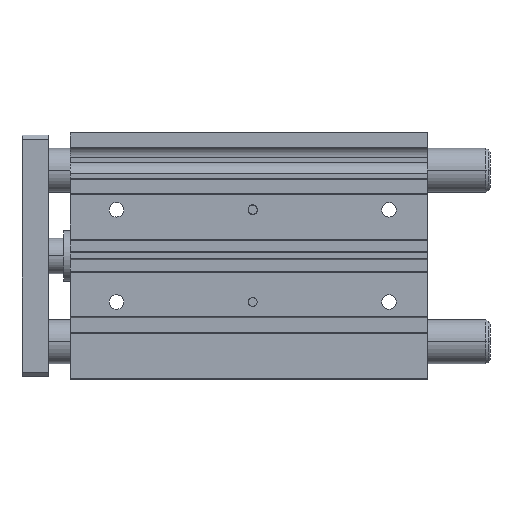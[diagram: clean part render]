
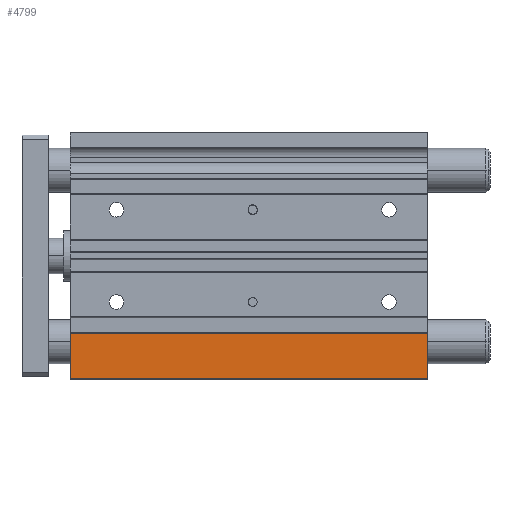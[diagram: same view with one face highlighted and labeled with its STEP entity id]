
A CAD part, top view. The second image highlights one B-rep face of the part: STEP entity #4799.
In plain terms, the highlighted planar face has unit normal (0, 0, 1).
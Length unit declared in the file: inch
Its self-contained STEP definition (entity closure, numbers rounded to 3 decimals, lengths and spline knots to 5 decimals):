
#552 = CARTESIAN_POINT ( 'NONE',  ( 6.39764, -1.3878, 0.94488 ) ) ;
#561 = VERTEX_POINT ( 'NONE', #3628 ) ;
#716 = LINE ( 'NONE', #4263, #2348 ) ;
#1470 = DIRECTION ( 'NONE',  ( 0., -1., 0. ) ) ;
#2092 = FACE_OUTER_BOUND ( 'NONE', #9066, .T. ) ;
#2348 = VECTOR ( 'NONE', #9840, 39.37008 ) ;
#2352 = DIRECTION ( 'NONE',  ( 0., -1., 0. ) ) ;
#2393 = LINE ( 'NONE', #552, #4492 ) ;
#2638 = EDGE_CURVE ( 'NONE', #10102, #561, #3722, .T. ) ;
#3008 = CARTESIAN_POINT ( 'NONE',  ( 6.39764, -1.3878, 0.94488 ) ) ;
#3609 = VECTOR ( 'NONE', #2352, 39.37008 ) ;
#3628 = CARTESIAN_POINT ( 'NONE',  ( 0., -1.3878, 0.94488 ) ) ;
#3722 = LINE ( 'NONE', #11108, #11915 ) ;
#4086 = CARTESIAN_POINT ( 'NONE',  ( 6.39764, -2.20472, 0.94488 ) ) ;
#4263 = CARTESIAN_POINT ( 'NONE',  ( 6.39764, -2.20472, 0.94488 ) ) ;
#4492 = VECTOR ( 'NONE', #1470, 39.37008 ) ;
#4799 = ADVANCED_FACE ( 'NONE', ( #2092 ), #6666, .F. ) ;
#4834 = DIRECTION ( 'NONE',  ( 0., 0., -1. ) ) ;
#5308 = CARTESIAN_POINT ( 'NONE',  ( 6.39764, -1.3878, 0.94488 ) ) ;
#5456 = CARTESIAN_POINT ( 'NONE',  ( 0., -2.20472, 0.94488 ) ) ;
#6308 = VERTEX_POINT ( 'NONE', #4086 ) ;
#6515 = DIRECTION ( 'NONE',  ( -1., 0., 0. ) ) ;
#6666 = PLANE ( 'NONE',  #7124 ) ;
#7124 = AXIS2_PLACEMENT_3D ( 'NONE', #3008, #4834, #8432 ) ;
#8192 = ORIENTED_EDGE ( 'NONE', *, *, #8582, .F. ) ;
#8223 = EDGE_CURVE ( 'NONE', #561, #11994, #10657, .T. ) ;
#8432 = DIRECTION ( 'NONE',  ( 0., -1., 0. ) ) ;
#8582 = EDGE_CURVE ( 'NONE', #10102, #6308, #2393, .T. ) ;
#8960 = ORIENTED_EDGE ( 'NONE', *, *, #9265, .F. ) ;
#9066 = EDGE_LOOP ( 'NONE', ( #11130, #8960, #8192, #11773 ) ) ;
#9265 = EDGE_CURVE ( 'NONE', #6308, #11994, #716, .T. ) ;
#9745 = CARTESIAN_POINT ( 'NONE',  ( 0., -1.3878, 0.94488 ) ) ;
#9840 = DIRECTION ( 'NONE',  ( -1., 0., 0. ) ) ;
#10102 = VERTEX_POINT ( 'NONE', #5308 ) ;
#10657 = LINE ( 'NONE', #9745, #3609 ) ;
#11108 = CARTESIAN_POINT ( 'NONE',  ( 6.39764, -1.3878, 0.94488 ) ) ;
#11130 = ORIENTED_EDGE ( 'NONE', *, *, #8223, .T. ) ;
#11773 = ORIENTED_EDGE ( 'NONE', *, *, #2638, .T. ) ;
#11915 = VECTOR ( 'NONE', #6515, 39.37008 ) ;
#11994 = VERTEX_POINT ( 'NONE', #5456 ) ;
